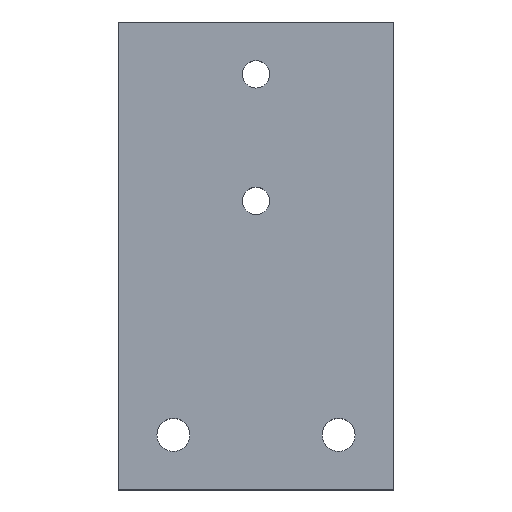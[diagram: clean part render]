
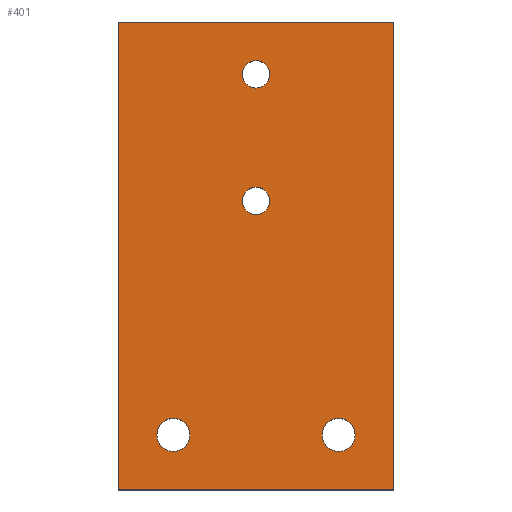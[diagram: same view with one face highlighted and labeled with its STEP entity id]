
A CAD part, top view. The second image highlights one B-rep face of the part: STEP entity #401.
In plain terms, the highlighted planar face has unit normal (0, 0, 1).
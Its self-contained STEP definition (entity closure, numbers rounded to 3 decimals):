
#70=CARTESIAN_POINT('Vertex',(0.,85.,15.)) ;
#73=CARTESIAN_POINT('Line Origine',(25.,85.,15.)) ;
#77=CARTESIAN_POINT('Vertex',(50.,85.,15.)) ;
#97=CARTESIAN_POINT('Line Origine',(25.,0.,15.)) ;
#101=CARTESIAN_POINT('Vertex',(0.,0.,15.)) ;
#103=CARTESIAN_POINT('Vertex',(50.,0.,15.)) ;
#137=CARTESIAN_POINT('Line Origine',(0.,42.5,15.)) ;
#164=CARTESIAN_POINT('Line Origine',(50.,42.5,15.)) ;
#194=CARTESIAN_POINT('Vertex',(13.,10.,15.)) ;
#197=CARTESIAN_POINT('Axis2P3D Location',(10.,10.,15.)) ;
#201=CARTESIAN_POINT('Vertex',(7.,10.,15.)) ;
#221=CARTESIAN_POINT('Axis2P3D Location',(10.,10.,15.)) ;
#251=CARTESIAN_POINT('Vertex',(43.,10.,15.)) ;
#254=CARTESIAN_POINT('Axis2P3D Location',(40.,10.,15.)) ;
#258=CARTESIAN_POINT('Vertex',(37.,10.,15.)) ;
#278=CARTESIAN_POINT('Axis2P3D Location',(40.,10.,15.)) ;
#346=CARTESIAN_POINT('Axis2P3D Location',(0.,85.,15.)) ;
#365=CARTESIAN_POINT('Axis2P3D Location',(25.,52.5,15.)) ;
#369=CARTESIAN_POINT('Vertex',(27.5,52.5,15.)) ;
#371=CARTESIAN_POINT('Vertex',(22.5,52.5,15.)) ;
#374=CARTESIAN_POINT('Axis2P3D Location',(25.,52.5,15.)) ;
#383=CARTESIAN_POINT('Axis2P3D Location',(25.,75.5,15.)) ;
#387=CARTESIAN_POINT('Vertex',(27.5,75.5,15.)) ;
#389=CARTESIAN_POINT('Vertex',(22.5,75.5,15.)) ;
#392=CARTESIAN_POINT('Axis2P3D Location',(25.,75.5,15.)) ;
#74=DIRECTION('Vector Direction',(1.,0.,0.)) ;
#98=DIRECTION('Vector Direction',(1.,0.,0.)) ;
#138=DIRECTION('Vector Direction',(0.,-1.,0.)) ;
#165=DIRECTION('Vector Direction',(0.,-1.,0.)) ;
#198=DIRECTION('Axis2P3D Direction',(-0.,0.,1.)) ;
#222=DIRECTION('Axis2P3D Direction',(-0.,0.,1.)) ;
#255=DIRECTION('Axis2P3D Direction',(-0.,0.,1.)) ;
#279=DIRECTION('Axis2P3D Direction',(-0.,0.,1.)) ;
#347=DIRECTION('Axis2P3D Direction',(-0.,0.,1.)) ;
#348=DIRECTION('Axis2P3D XDirection',(0.,-1.,0.)) ;
#366=DIRECTION('Axis2P3D Direction',(-0.,0.,1.)) ;
#375=DIRECTION('Axis2P3D Direction',(-0.,0.,1.)) ;
#384=DIRECTION('Axis2P3D Direction',(-0.,0.,1.)) ;
#393=DIRECTION('Axis2P3D Direction',(-0.,0.,1.)) ;
#199=AXIS2_PLACEMENT_3D('Circle Axis2P3D',#197,#198,$) ;
#223=AXIS2_PLACEMENT_3D('Circle Axis2P3D',#221,#222,$) ;
#256=AXIS2_PLACEMENT_3D('Circle Axis2P3D',#254,#255,$) ;
#280=AXIS2_PLACEMENT_3D('Circle Axis2P3D',#278,#279,$) ;
#349=AXIS2_PLACEMENT_3D('Plane Axis2P3D',#346,#347,#348) ;
#367=AXIS2_PLACEMENT_3D('Circle Axis2P3D',#365,#366,$) ;
#376=AXIS2_PLACEMENT_3D('Circle Axis2P3D',#374,#375,$) ;
#385=AXIS2_PLACEMENT_3D('Circle Axis2P3D',#383,#384,$) ;
#394=AXIS2_PLACEMENT_3D('Circle Axis2P3D',#392,#393,$) ;
#352=ORIENTED_EDGE('',*,*,#79,.F.) ;
#353=ORIENTED_EDGE('',*,*,#141,.T.) ;
#354=ORIENTED_EDGE('',*,*,#105,.T.) ;
#355=ORIENTED_EDGE('',*,*,#168,.F.) ;
#358=ORIENTED_EDGE('',*,*,#260,.F.) ;
#359=ORIENTED_EDGE('',*,*,#282,.F.) ;
#362=ORIENTED_EDGE('',*,*,#203,.F.) ;
#363=ORIENTED_EDGE('',*,*,#225,.F.) ;
#380=ORIENTED_EDGE('',*,*,#373,.F.) ;
#381=ORIENTED_EDGE('',*,*,#378,.F.) ;
#398=ORIENTED_EDGE('',*,*,#391,.F.) ;
#399=ORIENTED_EDGE('',*,*,#396,.F.) ;
#360=FACE_BOUND('',#357,.T.) ;
#364=FACE_BOUND('',#361,.T.) ;
#382=FACE_BOUND('',#379,.T.) ;
#400=FACE_BOUND('',#397,.T.) ;
#75=VECTOR('Line Direction',#74,1.) ;
#99=VECTOR('Line Direction',#98,1.) ;
#139=VECTOR('Line Direction',#138,1.) ;
#166=VECTOR('Line Direction',#165,1.) ;
#401=ADVANCED_FACE('Corps de pi\X2\00E8\X0\ce.2',(#356,#360,#364,#382,#400),#350,.T.) ;
#200=CIRCLE('generated circle',#199,3.) ;
#224=CIRCLE('generated circle',#223,3.) ;
#257=CIRCLE('generated circle',#256,3.) ;
#281=CIRCLE('generated circle',#280,3.) ;
#368=CIRCLE('generated circle',#367,2.5) ;
#377=CIRCLE('generated circle',#376,2.5) ;
#386=CIRCLE('generated circle',#385,2.5) ;
#395=CIRCLE('generated circle',#394,2.5) ;
#79=EDGE_CURVE('',#71,#78,#76,.T.) ;
#105=EDGE_CURVE('',#102,#104,#100,.T.) ;
#141=EDGE_CURVE('',#71,#102,#140,.T.) ;
#168=EDGE_CURVE('',#78,#104,#167,.T.) ;
#203=EDGE_CURVE('',#195,#202,#200,.T.) ;
#225=EDGE_CURVE('',#202,#195,#224,.T.) ;
#260=EDGE_CURVE('',#252,#259,#257,.T.) ;
#282=EDGE_CURVE('',#259,#252,#281,.T.) ;
#373=EDGE_CURVE('',#370,#372,#368,.T.) ;
#378=EDGE_CURVE('',#372,#370,#377,.T.) ;
#391=EDGE_CURVE('',#388,#390,#386,.T.) ;
#396=EDGE_CURVE('',#390,#388,#395,.T.) ;
#351=EDGE_LOOP('',(#352,#353,#354,#355)) ;
#357=EDGE_LOOP('',(#358,#359)) ;
#361=EDGE_LOOP('',(#362,#363)) ;
#379=EDGE_LOOP('',(#380,#381)) ;
#397=EDGE_LOOP('',(#398,#399)) ;
#356=FACE_OUTER_BOUND('',#351,.T.) ;
#76=LINE('Line',#73,#75) ;
#100=LINE('Line',#97,#99) ;
#140=LINE('Line',#137,#139) ;
#167=LINE('Line',#164,#166) ;
#350=PLANE('Plane',#349) ;
#71=VERTEX_POINT('',#70) ;
#78=VERTEX_POINT('',#77) ;
#102=VERTEX_POINT('',#101) ;
#104=VERTEX_POINT('',#103) ;
#195=VERTEX_POINT('',#194) ;
#202=VERTEX_POINT('',#201) ;
#252=VERTEX_POINT('',#251) ;
#259=VERTEX_POINT('',#258) ;
#370=VERTEX_POINT('',#369) ;
#372=VERTEX_POINT('',#371) ;
#388=VERTEX_POINT('',#387) ;
#390=VERTEX_POINT('',#389) ;
